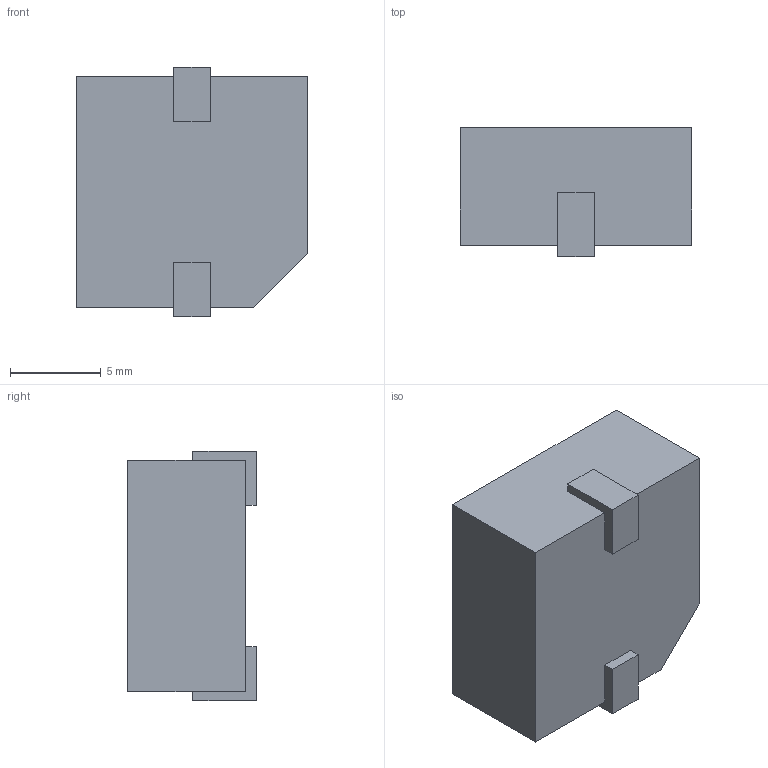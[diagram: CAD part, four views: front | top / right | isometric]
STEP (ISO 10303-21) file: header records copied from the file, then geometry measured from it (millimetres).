
FILE_DESCRIPTION (( 'STEP AP214' ), '1' );
FILE_NAME ('BUZZZER-ABI-017-RC.STEP', '2015-06-02T06:00:52', ( '' ), ( '' ), 'SwSTEP 2.0', 'SolidWorks 2014', '' );
FILE_SCHEMA (( 'AUTOMOTIVE_DESIGN' ));
Length unit declared in the file: millimetre
Products named in the file (2): BUZZER-ABI-017-RC; BUZZZER-ABI-017-RC
Assembly tree (1 placements, depth 2):
  BUZZZER-ABI-017-RC
    BUZZER-ABI-017-RC
Bounding box: 12.8 x 7.1 x 13.8 mm (x, y, z)
Volume: 1043 mm3; surface area: 677.5 mm2
Topology: 1 solids, 1 shells, 315 faces, 850 edges, 565 vertices
Faces by surface type: plane 202, bspline 109, cylinder 2, cone 2
Entity records: 13843 total; most frequent: CARTESIAN_POINT 3149, ORIENTED_EDGE 1696, DIRECTION 1054, EDGE_CURVE 848, VECTOR 626, LINE 626, VERTEX_POINT 565, EDGE_LOOP 345
